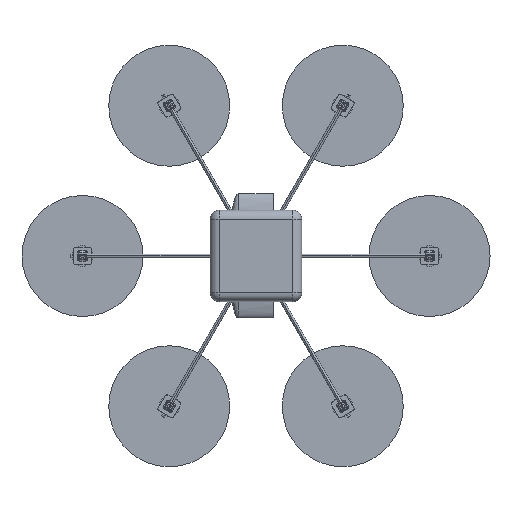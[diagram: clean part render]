
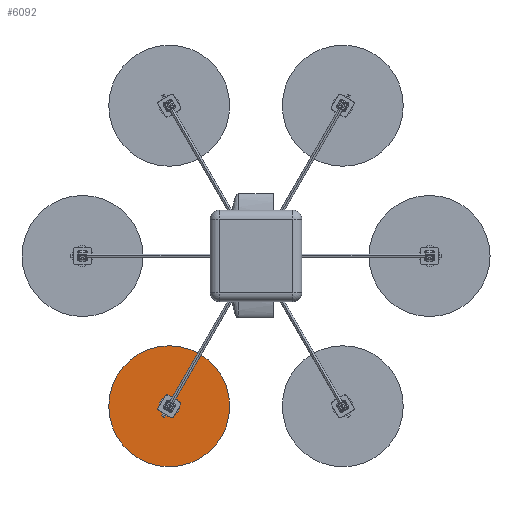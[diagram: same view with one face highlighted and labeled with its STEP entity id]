
A CAD part, top view. The second image highlights one B-rep face of the part: STEP entity #6092.
In plain terms, the highlighted planar face has unit normal (0, 0, 1).
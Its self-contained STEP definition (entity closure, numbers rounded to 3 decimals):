
#5987=CARTESIAN_POINT('',(0.,0.,12.192));
#5988=DIRECTION('',(0.,0.,1.));
#5989=DIRECTION('',(1.,0.,0.));
#5990=AXIS2_PLACEMENT_3D('',#5987,#5988,#5989);
#5992=CARTESIAN_POINT('',(0.,0.,12.192));
#5993=DIRECTION('',(0.,0.,1.));
#5994=DIRECTION('',(-1.,0.,0.));
#5995=AXIS2_PLACEMENT_3D('',#5992,#5993,#5994);
#5997=CARTESIAN_POINT('',(0.,0.,12.192));
#5998=DIRECTION('',(0.,0.,-1.));
#5999=DIRECTION('',(1.,0.,0.));
#6000=AXIS2_PLACEMENT_3D('',#5997,#5998,#5999);
#6002=CARTESIAN_POINT('',(0.,0.,12.192));
#6003=DIRECTION('',(0.,0.,-1.));
#6004=DIRECTION('',(-1.,0.,0.));
#6005=AXIS2_PLACEMENT_3D('',#6002,#6003,#6004);
#6019=CARTESIAN_POINT('',(165.1,0.,12.192));
#6020=CARTESIAN_POINT('',(-165.1,0.,12.192));
#6021=VERTEX_POINT('',#6019);
#6022=VERTEX_POINT('',#6020);
#6027=CARTESIAN_POINT('',(3.175,0.,12.192));
#6028=CARTESIAN_POINT('',(-3.175,0.,12.192));
#6029=VERTEX_POINT('',#6027);
#6030=VERTEX_POINT('',#6028);
#6077=CARTESIAN_POINT('',(0.,0.,12.192));
#6078=DIRECTION('',(0.,0.,1.));
#6079=DIRECTION('',(1.,0.,0.));
#6080=AXIS2_PLACEMENT_3D('',#6077,#6078,#6079);
#6081=PLANE('',#6080);
#6082=ORIENTED_EDGE('',*,*,#6057,.F.);
#6083=ORIENTED_EDGE('',*,*,#6071,.F.);
#6084=EDGE_LOOP('',(#6082,#6083));
#6085=FACE_OUTER_BOUND('',#6084,.F.);
#6087=ORIENTED_EDGE('',*,*,#6086,.F.);
#6089=ORIENTED_EDGE('',*,*,#6088,.F.);
#6090=EDGE_LOOP('',(#6087,#6089));
#6091=FACE_BOUND('',#6090,.F.);
#6092=ADVANCED_FACE('',(#6085,#6091),#6081,.T.);
#5991=CIRCLE('',#5990,165.1);
#5996=CIRCLE('',#5995,165.1);
#6001=CIRCLE('',#6000,3.175);
#6006=CIRCLE('',#6005,3.175);
#6057=EDGE_CURVE('',#6021,#6022,#5991,.T.);
#6071=EDGE_CURVE('',#6022,#6021,#5996,.T.);
#6086=EDGE_CURVE('',#6029,#6030,#6001,.T.);
#6088=EDGE_CURVE('',#6030,#6029,#6006,.T.);
